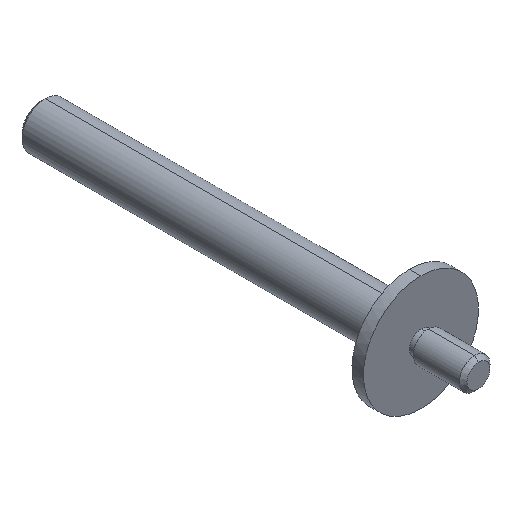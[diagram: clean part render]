
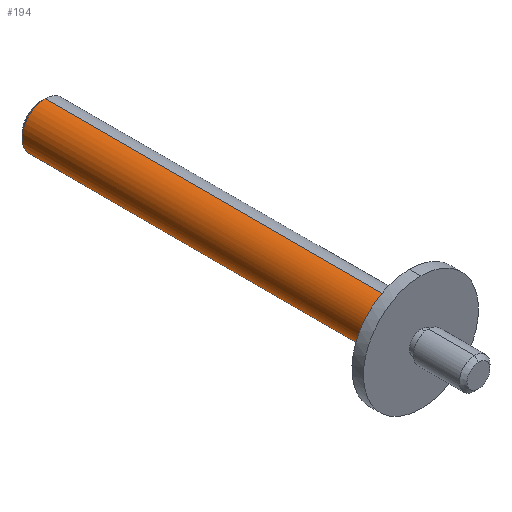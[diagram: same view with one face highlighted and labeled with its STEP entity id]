
A CAD part, isometric view. The second image highlights one B-rep face of the part: STEP entity #194.
In plain terms, the highlighted cylindrical face has radius 6 mm (diameter 12 mm), a partial arc.
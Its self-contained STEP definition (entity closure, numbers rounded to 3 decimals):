
#37 = CARTESIAN_POINT ( 'NONE',  ( -7.841, -23., 4.798 ) ) ;
#44 = CARTESIAN_POINT ( 'NONE',  ( -10.154, -23., -0.785 ) ) ;
#50 = VERTEX_POINT ( 'NONE', #465 ) ;
#75 = DIRECTION ( 'NONE',  ( 0., -1., 0. ) ) ;
#135 = CARTESIAN_POINT ( 'NONE',  ( -4.939, -23., 6. ) ) ;
#147 = DIRECTION ( 'NONE',  ( 0., -1., 0. ) ) ;
#167 = LINE ( 'NONE', #953, #628 ) ;
#194 = ADVANCED_FACE ( 'NONE', ( #540 ), #204, .T. ) ;
#204 = CYLINDRICAL_SURFACE ( 'NONE', #1179, 6. ) ;
#217 = DIRECTION ( 'NONE',  ( 0., -1., 0. ) ) ;
#235 = CARTESIAN_POINT ( 'NONE',  ( -4.154, -23., 6. ) ) ;
#257 = CARTESIAN_POINT ( 'NONE',  ( -4.154, 70., 0. ) ) ;
#303 = CARTESIAN_POINT ( 'NONE',  ( -4.154, 70., -6. ) ) ;
#304 = VERTEX_POINT ( 'NONE', #868 ) ;
#344 = CARTESIAN_POINT ( 'NONE',  ( -4.154, -23., -6. ) ) ;
#384 = EDGE_CURVE ( 'NONE', #50, #304, #731, .T. ) ;
#392 = AXIS2_PLACEMENT_3D ( 'NONE', #441, #147, #977 ) ;
#408 = ORIENTED_EDGE ( 'NONE', *, *, #999, .F. ) ;
#441 = CARTESIAN_POINT ( 'NONE',  ( -4.154, 70., 0. ) ) ;
#465 = CARTESIAN_POINT ( 'NONE',  ( -4.154, 70., 6. ) ) ;
#528 = EDGE_CURVE ( 'NONE', #1035, #715, #167, .T. ) ;
#532 = DIRECTION ( 'NONE',  ( 0., -1., 0. ) ) ;
#540 = FACE_OUTER_BOUND ( 'NONE', #544, .T. ) ;
#544 = EDGE_LOOP ( 'NONE', ( #1148, #839, #553, #408 ) ) ;
#553 = ORIENTED_EDGE ( 'NONE', *, *, #528, .T. ) ;
#603 = CARTESIAN_POINT ( 'NONE',  ( -4.154, -23., -6. ) ) ;
#609 = CARTESIAN_POINT ( 'NONE',  ( -5.725, -23., 5.844 ) ) ;
#628 = VECTOR ( 'NONE', #217, 1000. ) ;
#688 = CARTESIAN_POINT ( 'NONE',  ( -9.998, -23., 1.571 ) ) ;
#701 = CARTESIAN_POINT ( 'NONE',  ( -7.842, -23., -4.798 ) ) ;
#715 = VERTEX_POINT ( 'NONE', #344 ) ;
#731 = LINE ( 'NONE', #779, #1170 ) ;
#733 = EDGE_CURVE ( 'NONE', #50, #1035, #988, .T. ) ;
#779 = CARTESIAN_POINT ( 'NONE',  ( -4.154, 70., 6. ) ) ;
#781 = CARTESIAN_POINT ( 'NONE',  ( -9.397, -23., 3.021 ) ) ;
#790 = CARTESIAN_POINT ( 'NONE',  ( -7.175, -23., -5.243 ) ) ;
#839 = ORIENTED_EDGE ( 'NONE', *, *, #733, .T. ) ;
#868 = CARTESIAN_POINT ( 'NONE',  ( -4.154, -23., 6. ) ) ;
#877 = CARTESIAN_POINT ( 'NONE',  ( -10.154, -23., 0.785 ) ) ;
#888 = CARTESIAN_POINT ( 'NONE',  ( -9.998, -23., -1.571 ) ) ;
#953 = CARTESIAN_POINT ( 'NONE',  ( -4.154, 70., -6. ) ) ;
#965 = CARTESIAN_POINT ( 'NONE',  ( -9.397, -23., -3.021 ) ) ;
#970 = CARTESIAN_POINT ( 'NONE',  ( -4.939, -23., -6. ) ) ;
#977 = DIRECTION ( 'NONE',  ( -0.809, 0., 0.588 ) ) ;
#979 = CARTESIAN_POINT ( 'NONE',  ( -5.725, -23., -5.844 ) ) ;
#988 = CIRCLE ( 'NONE', #392, 6. ) ;
#999 = EDGE_CURVE ( 'NONE', #304, #715, #1103, .T. ) ;
#1035 = VERTEX_POINT ( 'NONE', #303 ) ;
#1061 = CARTESIAN_POINT ( 'NONE',  ( -8.952, -23., -3.687 ) ) ;
#1103 = B_SPLINE_CURVE_WITH_KNOTS ( 'NONE', 3,
 ( #235, #135, #609, #1159, #37, #1150, #781, #688, #877, #44, #888, #965, #1061, #701, #790, #979, #970, #603 ),
 .UNSPECIFIED., .F., .F.,
 ( 4, 2, 2, 2, 2, 2, 2, 2, 4 ),
 ( 0.85, 0.912, 0.975, 1.037, 1.1, 1.162, 1.225, 1.287, 1.35 ),
 .UNSPECIFIED. ) ;
#1138 = DIRECTION ( 'NONE',  ( 0., 0., -1. ) ) ;
#1148 = ORIENTED_EDGE ( 'NONE', *, *, #384, .F. ) ;
#1150 = CARTESIAN_POINT ( 'NONE',  ( -8.952, -23., 3.687 ) ) ;
#1159 = CARTESIAN_POINT ( 'NONE',  ( -7.175, -23., 5.243 ) ) ;
#1170 = VECTOR ( 'NONE', #75, 1000. ) ;
#1179 = AXIS2_PLACEMENT_3D ( 'NONE', #257, #532, #1138 ) ;
